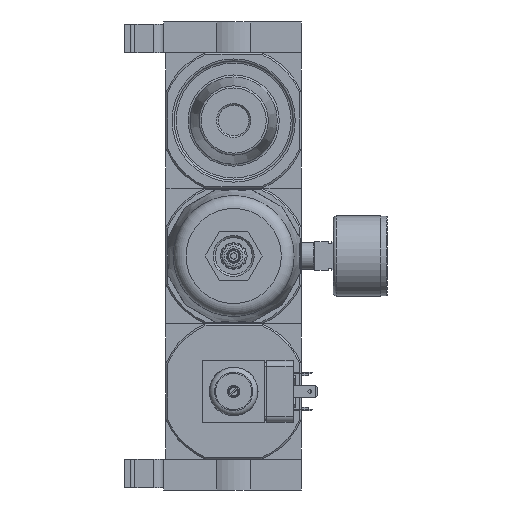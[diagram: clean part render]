
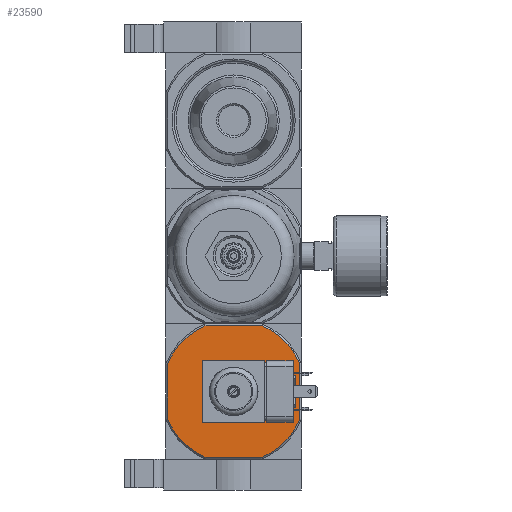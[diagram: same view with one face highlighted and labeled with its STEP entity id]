
A CAD part, front view. The second image highlights one B-rep face of the part: STEP entity #23590.
In plain terms, the highlighted planar face has unit normal (0, -1, 0).
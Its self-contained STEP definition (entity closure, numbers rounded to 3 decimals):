
#2102=CIRCLE('',#33229,6.579);
#2103=CIRCLE('',#33230,34.9);
#2104=CIRCLE('',#33231,34.9);
#2105=CIRCLE('',#33232,34.9);
#2106=CIRCLE('',#33233,34.9);
#7116=ORIENTED_EDGE('',*,*,#11383,.F.);
#7117=ORIENTED_EDGE('',*,*,#11384,.T.);
#7118=ORIENTED_EDGE('',*,*,#11385,.F.);
#7119=ORIENTED_EDGE('',*,*,#11379,.T.);
#7120=ORIENTED_EDGE('',*,*,#11386,.F.);
#7121=ORIENTED_EDGE('',*,*,#11387,.F.);
#7122=ORIENTED_EDGE('',*,*,#11388,.F.);
#7123=ORIENTED_EDGE('',*,*,#11389,.F.);
#7124=ORIENTED_EDGE('',*,*,#11390,.F.);
#11379=EDGE_CURVE('',#13943,#13944,#15689,.T.);
#11383=EDGE_CURVE('',#13947,#13947,#2102,.T.);
#11384=EDGE_CURVE('',#13948,#13949,#15691,.T.);
#11385=EDGE_CURVE('',#13943,#13949,#2103,.T.);
#11386=EDGE_CURVE('',#13950,#13944,#2104,.T.);
#11387=EDGE_CURVE('',#13951,#13950,#15692,.T.);
#11388=EDGE_CURVE('',#13952,#13951,#2105,.T.);
#11389=EDGE_CURVE('',#13953,#13952,#15693,.T.);
#11390=EDGE_CURVE('',#13948,#13953,#2106,.T.);
#13943=VERTEX_POINT('',#47328);
#13944=VERTEX_POINT('',#47329);
#13947=VERTEX_POINT('',#47343);
#13948=VERTEX_POINT('',#47345);
#13949=VERTEX_POINT('',#47346);
#13950=VERTEX_POINT('',#47349);
#13951=VERTEX_POINT('',#47351);
#13952=VERTEX_POINT('',#47353);
#13953=VERTEX_POINT('',#47355);
#15689=LINE('',#47327,#17430);
#15691=LINE('',#47344,#17432);
#15692=LINE('',#47350,#17433);
#15693=LINE('',#47354,#17434);
#17430=VECTOR('',#38977,1000.);
#17432=VECTOR('',#38983,1000.);
#17433=VECTOR('',#38988,1000.);
#17434=VECTOR('',#38991,1000.);
#19339=EDGE_LOOP('',(#7116));
#19340=EDGE_LOOP('',(#7117,#7118,#7119,#7120,#7121,#7122,#7123,#7124));
#21204=FACE_BOUND('',#19339,.T.);
#21205=FACE_BOUND('',#19340,.T.);
#22309=PLANE('',#33228);
#23590=ADVANCED_FACE('',(#21204,#21205),#22309,.F.);
#33228=AXIS2_PLACEMENT_3D('',#47341,#38979,#38980);
#33229=AXIS2_PLACEMENT_3D('',#47342,#38981,#38982);
#33230=AXIS2_PLACEMENT_3D('',#47347,#38984,#38985);
#33231=AXIS2_PLACEMENT_3D('',#47348,#38986,#38987);
#33232=AXIS2_PLACEMENT_3D('',#47352,#38989,#38990);
#33233=AXIS2_PLACEMENT_3D('',#47356,#38992,#38993);
#38977=DIRECTION('',(0.,0.,-1.));
#38979=DIRECTION('',(0.,1.,0.));
#38980=DIRECTION('',(0.,0.,1.));
#38981=DIRECTION('',(0.,-1.,0.));
#38982=DIRECTION('',(0.,0.,-1.));
#38983=DIRECTION('',(-1.,0.,0.));
#38984=DIRECTION('',(0.,1.,0.));
#38985=DIRECTION('',(-1.,0.,0.));
#38986=DIRECTION('',(0.,1.,0.));
#38987=DIRECTION('',(-1.,0.,0.));
#38988=DIRECTION('',(-1.,0.,0.));
#38989=DIRECTION('',(0.,1.,0.));
#38990=DIRECTION('',(-1.,0.,0.));
#38991=DIRECTION('',(0.,0.,-1.));
#38992=DIRECTION('',(0.,1.,0.));
#38993=DIRECTION('',(-1.,0.,0.));
#47327=CARTESIAN_POINT('',(-32.2,-33.,33.));
#47328=CARTESIAN_POINT('',(-32.2,-33.,13.46));
#47329=CARTESIAN_POINT('',(-32.2,-33.,-13.46));
#47341=CARTESIAN_POINT('',(-32.2,-33.,33.));
#47342=CARTESIAN_POINT('',(0.,-33.,0.));
#47343=CARTESIAN_POINT('',(0.,-33.,-6.579));
#47344=CARTESIAN_POINT('',(33.,-33.,32.2));
#47345=CARTESIAN_POINT('',(13.46,-33.,32.2));
#47346=CARTESIAN_POINT('',(-13.46,-33.,32.2));
#47347=CARTESIAN_POINT('',(0.,-33.,0.));
#47348=CARTESIAN_POINT('',(0.,-33.,0.));
#47349=CARTESIAN_POINT('',(-13.46,-33.,-32.2));
#47350=CARTESIAN_POINT('',(33.,-33.,-32.2));
#47351=CARTESIAN_POINT('',(13.46,-33.,-32.2));
#47352=CARTESIAN_POINT('',(0.,-33.,0.));
#47353=CARTESIAN_POINT('',(32.2,-33.,-13.46));
#47354=CARTESIAN_POINT('',(32.2,-33.,33.));
#47355=CARTESIAN_POINT('',(32.2,-33.,13.46));
#47356=CARTESIAN_POINT('',(0.,-33.,0.));
